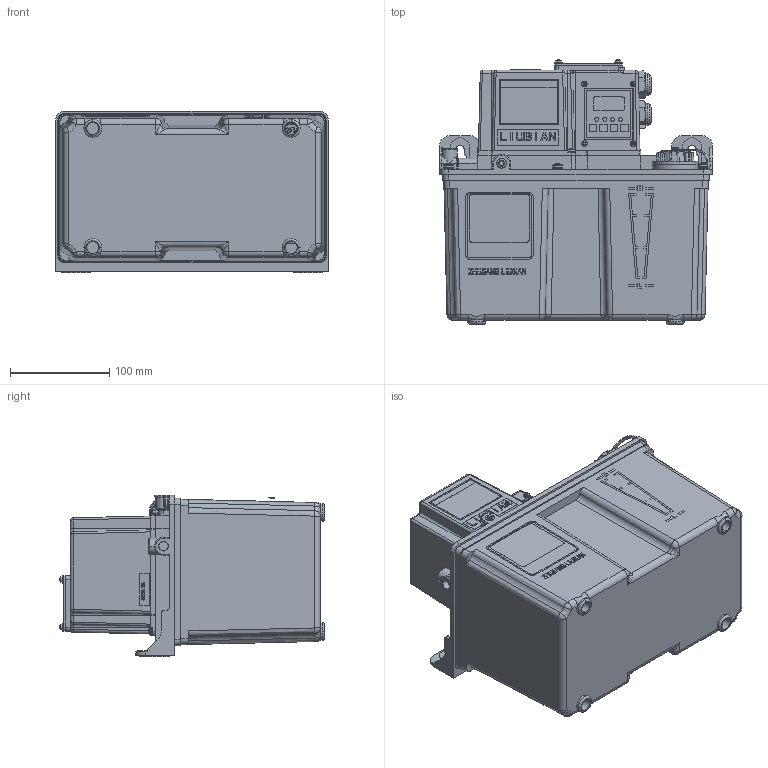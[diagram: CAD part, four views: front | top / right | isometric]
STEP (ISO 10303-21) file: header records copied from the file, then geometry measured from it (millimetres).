
FILE_DESCRIPTION (( 'STEP AP214' ), '1' );
FILE_NAME ('AMO-IV-150S.04IIP（三维）.STEP', '2025-07-14T00:11:26', ( 'User' ), ( 'Microsoft' ), 'SwSTEP 2.0', 'SolidWorks 2018', '' );
FILE_SCHEMA (( 'AUTOMOTIVE_DESIGN' ));
Length unit declared in the file: millimetre
Products named in the file (1): AMO-IV-150S.04IIP（三维）
Bounding box: 275 x 266.49 x 163 mm (x, y, z)
Surface area: 340324.2 mm2 (no closed solid volume)
Topology: 0 solids, 102 shells, 1193 faces, 5010 edges, 3815 vertices
Faces by surface type: plane 608, cylinder 286, cone 100, bspline 82, torus 68, sphere 49
Entity records: 71549 total; most frequent: CARTESIAN_POINT 18892, DIRECTION 7964, ORIENTED_EDGE 7315, EDGE_CURVE 4998, VERTEX_POINT 3815, VECTOR 2712, LINE 2712, AXIS2_PLACEMENT_3D 2626
